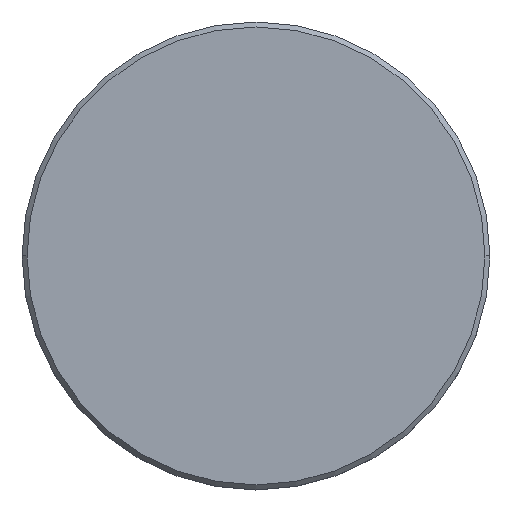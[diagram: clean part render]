
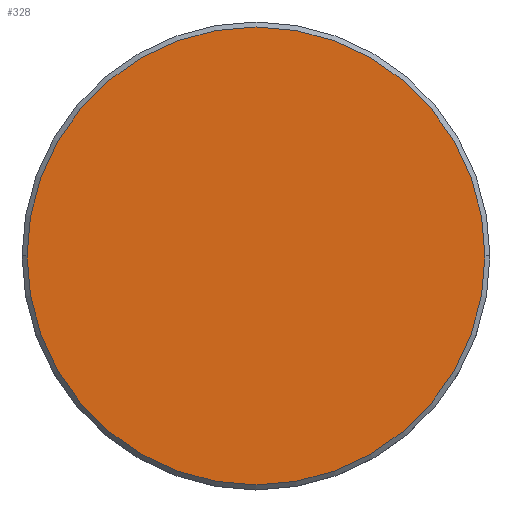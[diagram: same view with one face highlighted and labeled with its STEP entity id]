
A CAD part, top view. The second image highlights one B-rep face of the part: STEP entity #328.
In plain terms, the highlighted planar face has unit normal (0, 0, 1).
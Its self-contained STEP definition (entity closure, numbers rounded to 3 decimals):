
#9 = ORIENTED_EDGE ( 'NONE', *, *, #1066, .T. ) ;
#132 = FACE_OUTER_BOUND ( 'NONE', #1045, .T. ) ;
#258 = DIRECTION ( 'NONE',  ( 1., 0., 0. ) ) ;
#275 = VERTEX_POINT ( 'NONE', #318 ) ;
#314 = DIRECTION ( 'NONE',  ( 1., 0., 0. ) ) ;
#318 = CARTESIAN_POINT ( 'NONE',  ( 23., 0., 0. ) ) ;
#328 = ADVANCED_FACE ( 'NONE', ( #132 ), #691, .T. ) ;
#449 = EDGE_CURVE ( 'NONE', #275, #728, #749, .T. ) ;
#457 = CIRCLE ( 'NONE', #533, 23. ) ;
#468 = DIRECTION ( 'NONE',  ( 0., 0., 1. ) ) ;
#507 = CARTESIAN_POINT ( 'NONE',  ( 0., 0., 0. ) ) ;
#533 = AXIS2_PLACEMENT_3D ( 'NONE', #669, #1033, #314 ) ;
#548 = CARTESIAN_POINT ( 'NONE',  ( 0., 0., 0. ) ) ;
#669 = CARTESIAN_POINT ( 'NONE',  ( 0., 0., 0. ) ) ;
#691 = PLANE ( 'NONE',  #1037 ) ;
#712 = AXIS2_PLACEMENT_3D ( 'NONE', #548, #468, #844 ) ;
#728 = VERTEX_POINT ( 'NONE', #846 ) ;
#749 = CIRCLE ( 'NONE', #712, 23. ) ;
#844 = DIRECTION ( 'NONE',  ( 1., 0., 0. ) ) ;
#846 = CARTESIAN_POINT ( 'NONE',  ( -23., 0., 0. ) ) ;
#956 = ORIENTED_EDGE ( 'NONE', *, *, #449, .T. ) ;
#1033 = DIRECTION ( 'NONE',  ( 0., 0., 1. ) ) ;
#1037 = AXIS2_PLACEMENT_3D ( 'NONE', #507, #1079, #258 ) ;
#1045 = EDGE_LOOP ( 'NONE', ( #9, #956 ) ) ;
#1066 = EDGE_CURVE ( 'NONE', #728, #275, #457, .T. ) ;
#1079 = DIRECTION ( 'NONE',  ( 0., 0., 1. ) ) ;
